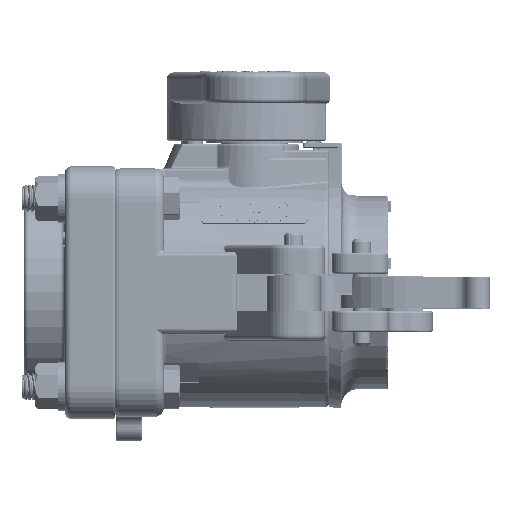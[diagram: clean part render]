
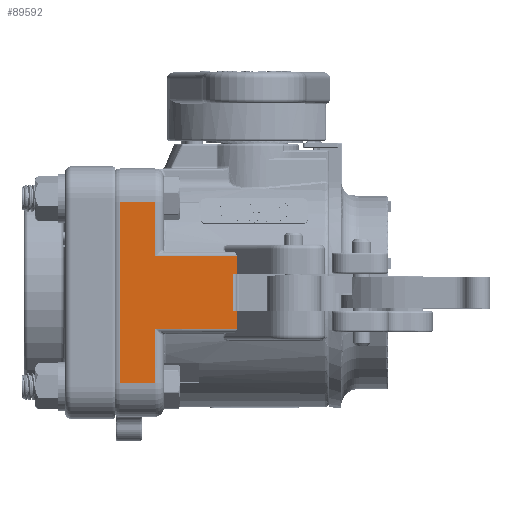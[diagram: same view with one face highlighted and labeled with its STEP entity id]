
A CAD part, top view. The second image highlights one B-rep face of the part: STEP entity #89592.
In plain terms, the highlighted planar face has unit normal (0, 0, 1).
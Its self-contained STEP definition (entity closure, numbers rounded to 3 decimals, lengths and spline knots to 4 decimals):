
#7865=FACE_OUTER_BOUND('',#13134,.T.);
#13134=EDGE_LOOP('',(#60619,#60620,#60621,#60622,#60623,#60624,#60625,#60626,
#60627,#60628,#60629,#60630));
#20298=LINE('',#120308,#28885);
#20352=LINE('',#120980,#28939);
#20354=LINE('',#120987,#28941);
#20357=LINE('',#121109,#28944);
#20360=LINE('',#121118,#28947);
#20390=LINE('',#122342,#28977);
#20423=LINE('',#122969,#29010);
#20445=LINE('',#123032,#29032);
#20467=LINE('',#123114,#29054);
#20483=LINE('',#123165,#29070);
#20484=LINE('',#123166,#29071);
#20485=LINE('',#123167,#29072);
#28885=VECTOR('',#100935,0.3937);
#28939=VECTOR('',#101219,0.3937);
#28941=VECTOR('',#101227,0.3937);
#28944=VECTOR('',#101258,0.3937);
#28947=VECTOR('',#101267,0.3937);
#28977=VECTOR('',#101399,0.3937);
#29010=VECTOR('',#101568,0.3937);
#29032=VECTOR('',#101626,0.06);
#29054=VECTOR('',#101736,0.3937);
#29070=VECTOR('',#101800,0.3937);
#29071=VECTOR('',#101801,0.3937);
#29072=VECTOR('',#101802,0.3937);
#37488=VERTEX_POINT('',#120302);
#37489=VERTEX_POINT('',#120306);
#37601=VERTEX_POINT('',#120950);
#37604=VERTEX_POINT('',#120979);
#37606=VERTEX_POINT('',#120985);
#37613=VERTEX_POINT('',#121063);
#37617=VERTEX_POINT('',#121108);
#37620=VERTEX_POINT('',#121116);
#37697=VERTEX_POINT('',#122340);
#37765=VERTEX_POINT('',#122966);
#37766=VERTEX_POINT('',#122968);
#37789=VERTEX_POINT('',#123031);
#46277=EDGE_CURVE('',#37489,#37488,#20298,.T.);
#46431=EDGE_CURVE('',#37601,#37604,#20352,.T.);
#46435=EDGE_CURVE('',#37606,#37601,#20354,.T.);
#46450=EDGE_CURVE('',#37613,#37617,#20357,.T.);
#46455=EDGE_CURVE('',#37620,#37613,#20360,.T.);
#46571=EDGE_CURVE('',#37606,#37697,#20390,.T.);
#46677=EDGE_CURVE('',#37765,#37766,#20423,.T.);
#46709=EDGE_CURVE('',#37766,#37789,#20445,.T.);
#46752=EDGE_CURVE('',#37765,#37617,#20467,.T.);
#46778=EDGE_CURVE('',#37488,#37620,#20483,.T.);
#46779=EDGE_CURVE('',#37604,#37489,#20484,.T.);
#46780=EDGE_CURVE('',#37789,#37697,#20485,.T.);
#60619=ORIENTED_EDGE('',*,*,#46677,.F.);
#60620=ORIENTED_EDGE('',*,*,#46752,.T.);
#60621=ORIENTED_EDGE('',*,*,#46450,.F.);
#60622=ORIENTED_EDGE('',*,*,#46455,.F.);
#60623=ORIENTED_EDGE('',*,*,#46778,.F.);
#60624=ORIENTED_EDGE('',*,*,#46277,.F.);
#60625=ORIENTED_EDGE('',*,*,#46779,.F.);
#60626=ORIENTED_EDGE('',*,*,#46431,.F.);
#60627=ORIENTED_EDGE('',*,*,#46435,.F.);
#60628=ORIENTED_EDGE('',*,*,#46571,.T.);
#60629=ORIENTED_EDGE('',*,*,#46780,.F.);
#60630=ORIENTED_EDGE('',*,*,#46709,.F.);
#86737=PLANE('',#95811);
#89592=ADVANCED_FACE('',(#7865),#86737,.T.);
#95811=AXIS2_PLACEMENT_3D('',#123164,#101798,#101799);
#100935=DIRECTION('',(0.,1.,0.));
#101219=DIRECTION('',(0.,-1.,0.));
#101227=DIRECTION('',(-1.,0.,0.));
#101258=DIRECTION('',(1.,0.,0.));
#101267=DIRECTION('',(0.,-1.,0.));
#101399=DIRECTION('',(0.,1.,0.));
#101568=DIRECTION('',(-1.,0.,0.));
#101626=DIRECTION('',(0.,-1.,0.));
#101736=DIRECTION('',(0.,1.,0.));
#101798=DIRECTION('center_axis',(0.,0.,1.));
#101799=DIRECTION('ref_axis',(0.,1.,0.));
#101800=DIRECTION('',(1.,0.,0.));
#101801=DIRECTION('',(-1.,0.,0.));
#101802=DIRECTION('',(1.,0.,0.));
#120302=CARTESIAN_POINT('',(-1.895,1.28,1.75));
#120306=CARTESIAN_POINT('',(-1.895,-1.28,1.75));
#120308=CARTESIAN_POINT('',(-1.895,0.375,1.75));
#120950=CARTESIAN_POINT('',(-1.405,-0.51,1.75));
#120979=CARTESIAN_POINT('',(-1.405,-1.28,1.75));
#120980=CARTESIAN_POINT('',(-1.405,-0.066,1.75));
#120985=CARTESIAN_POINT('',(-0.2497,-0.51,1.75));
#120987=CARTESIAN_POINT('',(-1.022,-0.51,1.75));
#121063=CARTESIAN_POINT('',(-1.405,0.51,1.75));
#121108=CARTESIAN_POINT('',(-0.2497,0.51,1.75));
#121109=CARTESIAN_POINT('',(-1.022,0.51,1.75));
#121116=CARTESIAN_POINT('',(-1.405,1.28,1.75));
#121118=CARTESIAN_POINT('',(-1.405,-0.066,1.75));
#122340=CARTESIAN_POINT('',(-0.2497,-0.2625,1.75));
#122342=CARTESIAN_POINT('',(-0.2497,-0.875,1.75));
#122966=CARTESIAN_POINT('',(-0.2497,0.2625,1.75));
#122968=CARTESIAN_POINT('',(-0.308,0.2625,1.75));
#122969=CARTESIAN_POINT('',(-0.114,0.2625,1.75));
#123031=CARTESIAN_POINT('',(-0.308,-0.2625,1.75));
#123032=CARTESIAN_POINT('',(-0.308,0.,1.75));
#123114=CARTESIAN_POINT('',(-0.2497,-0.875,1.75));
#123164=CARTESIAN_POINT('Origin',(-1.28,-1.75,1.75));
#123165=CARTESIAN_POINT('',(-1.28,1.28,1.75));
#123166=CARTESIAN_POINT('',(-1.28,-1.28,1.75));
#123167=CARTESIAN_POINT('',(-0.114,-0.2625,1.75));
